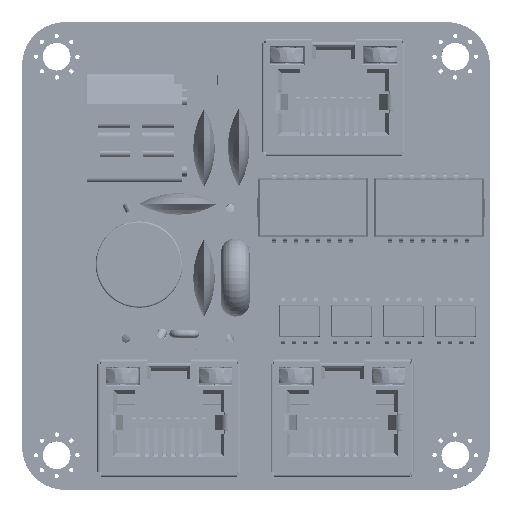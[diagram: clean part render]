
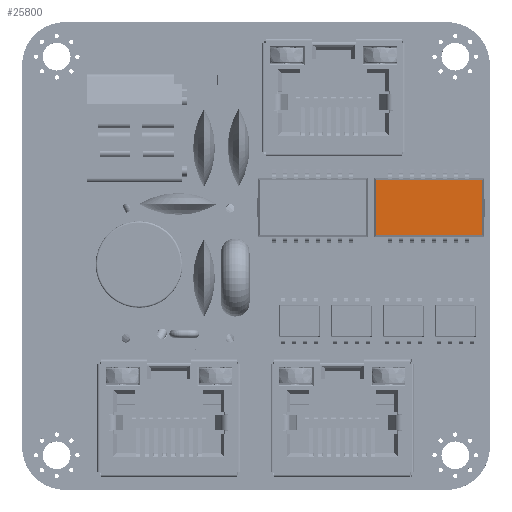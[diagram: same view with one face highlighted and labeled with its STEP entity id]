
A CAD part, top view. The second image highlights one B-rep face of the part: STEP entity #25800.
In plain terms, the highlighted face is planar.
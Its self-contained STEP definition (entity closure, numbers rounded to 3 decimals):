
#25431 = PLANE('',#25432);
#25432 = AXIS2_PLACEMENT_3D('',#25433,#25434,#25435);
#25433 = CARTESIAN_POINT('',(-3.4,0.,6.35));
#25434 = DIRECTION('',(0.,-0.052,0.999));
#25435 = DIRECTION('',(-1.,0.,0.));
#25459 = PLANE('',#25460);
#25460 = AXIS2_PLACEMENT_3D('',#25461,#25462,#25463);
#25461 = CARTESIAN_POINT('',(3.4,0.,6.35));
#25462 = DIRECTION('',(0.999,-0.052,0.));
#25463 = DIRECTION('',(0.,0.,1.));
#25487 = PLANE('',#25488);
#25488 = AXIS2_PLACEMENT_3D('',#25489,#25490,#25491);
#25489 = CARTESIAN_POINT('',(3.4,0.,-6.35));
#25490 = DIRECTION('',(0.,-0.052,-0.999));
#25491 = DIRECTION('',(1.,0.,0.));
#25513 = PLANE('',#25514);
#25514 = AXIS2_PLACEMENT_3D('',#25515,#25516,#25517);
#25515 = CARTESIAN_POINT('',(-3.4,0.,-6.35));
#25516 = DIRECTION('',(-0.999,-0.052,0.));
#25517 = DIRECTION('',(0.,0.,-1.));
#25604 = VERTEX_POINT('',#25605);
#25605 = CARTESIAN_POINT('',(-3.164,-4.5,-6.114));
#25626 = EDGE_CURVE('',#25604,#25627,#25629,.T.);
#25627 = VERTEX_POINT('',#25628);
#25628 = CARTESIAN_POINT('',(-3.164,-4.5,6.114));
#25629 = SURFACE_CURVE('',#25630,(#25634,#25641),.PCURVE_S1.);
#25630 = LINE('',#25631,#25632);
#25631 = CARTESIAN_POINT('',(-3.164,-4.5,-6.114));
#25632 = VECTOR('',#25633,1.);
#25633 = DIRECTION('',(0.,0.,1.));
#25634 = PCURVE('',#25513,#25635);
#25635 = DEFINITIONAL_REPRESENTATION('',(#25636),#25640);
#25636 = LINE('',#25637,#25638);
#25637 = CARTESIAN_POINT('',(-0.236,4.506));
#25638 = VECTOR('',#25639,1.);
#25639 = DIRECTION('',(-1.,0.));
#25640 = ( GEOMETRIC_REPRESENTATION_CONTEXT(2) 
PARAMETRIC_REPRESENTATION_CONTEXT() REPRESENTATION_CONTEXT('2D SPACE',''
  ) );
#25641 = PCURVE('',#25642,#25647);
#25642 = PLANE('',#25643);
#25643 = AXIS2_PLACEMENT_3D('',#25644,#25645,#25646);
#25644 = CARTESIAN_POINT('',(0.,-4.5,0.));
#25645 = DIRECTION('',(0.,1.,0.));
#25646 = DIRECTION('',(1.,0.,0.));
#25647 = DEFINITIONAL_REPRESENTATION('',(#25648),#25652);
#25648 = LINE('',#25649,#25650);
#25649 = CARTESIAN_POINT('',(-3.164,6.114));
#25650 = VECTOR('',#25651,1.);
#25651 = DIRECTION('',(0.,-1.));
#25652 = ( GEOMETRIC_REPRESENTATION_CONTEXT(2) 
PARAMETRIC_REPRESENTATION_CONTEXT() REPRESENTATION_CONTEXT('2D SPACE',''
  ) );
#25680 = EDGE_CURVE('',#25627,#25681,#25683,.T.);
#25681 = VERTEX_POINT('',#25682);
#25682 = CARTESIAN_POINT('',(3.164,-4.5,6.114));
#25683 = SURFACE_CURVE('',#25684,(#25688,#25695),.PCURVE_S1.);
#25684 = LINE('',#25685,#25686);
#25685 = CARTESIAN_POINT('',(-3.164,-4.5,6.114));
#25686 = VECTOR('',#25687,1.);
#25687 = DIRECTION('',(1.,0.,0.));
#25688 = PCURVE('',#25431,#25689);
#25689 = DEFINITIONAL_REPRESENTATION('',(#25690),#25694);
#25690 = LINE('',#25691,#25692);
#25691 = CARTESIAN_POINT('',(-0.236,4.506));
#25692 = VECTOR('',#25693,1.);
#25693 = DIRECTION('',(-1.,-0.));
#25694 = ( GEOMETRIC_REPRESENTATION_CONTEXT(2) 
PARAMETRIC_REPRESENTATION_CONTEXT() REPRESENTATION_CONTEXT('2D SPACE',''
  ) );
#25695 = PCURVE('',#25642,#25696);
#25696 = DEFINITIONAL_REPRESENTATION('',(#25697),#25701);
#25697 = LINE('',#25698,#25699);
#25698 = CARTESIAN_POINT('',(-3.164,-6.114));
#25699 = VECTOR('',#25700,1.);
#25700 = DIRECTION('',(1.,0.));
#25701 = ( GEOMETRIC_REPRESENTATION_CONTEXT(2) 
PARAMETRIC_REPRESENTATION_CONTEXT() REPRESENTATION_CONTEXT('2D SPACE',''
  ) );
#25729 = EDGE_CURVE('',#25730,#25681,#25732,.T.);
#25730 = VERTEX_POINT('',#25731);
#25731 = CARTESIAN_POINT('',(3.164,-4.5,-6.114));
#25732 = SURFACE_CURVE('',#25733,(#25737,#25744),.PCURVE_S1.);
#25733 = LINE('',#25734,#25735);
#25734 = CARTESIAN_POINT('',(3.164,-4.5,-6.114));
#25735 = VECTOR('',#25736,1.);
#25736 = DIRECTION('',(0.,0.,1.));
#25737 = PCURVE('',#25459,#25738);
#25738 = DEFINITIONAL_REPRESENTATION('',(#25739),#25743);
#25739 = LINE('',#25740,#25741);
#25740 = CARTESIAN_POINT('',(-12.464,4.506));
#25741 = VECTOR('',#25742,1.);
#25742 = DIRECTION('',(1.,0.));
#25743 = ( GEOMETRIC_REPRESENTATION_CONTEXT(2) 
PARAMETRIC_REPRESENTATION_CONTEXT() REPRESENTATION_CONTEXT('2D SPACE',''
  ) );
#25744 = PCURVE('',#25642,#25745);
#25745 = DEFINITIONAL_REPRESENTATION('',(#25746),#25750);
#25746 = LINE('',#25747,#25748);
#25747 = CARTESIAN_POINT('',(3.164,6.114));
#25748 = VECTOR('',#25749,1.);
#25749 = DIRECTION('',(0.,-1.));
#25750 = ( GEOMETRIC_REPRESENTATION_CONTEXT(2) 
PARAMETRIC_REPRESENTATION_CONTEXT() REPRESENTATION_CONTEXT('2D SPACE',''
  ) );
#25779 = EDGE_CURVE('',#25604,#25730,#25780,.T.);
#25780 = SURFACE_CURVE('',#25781,(#25785,#25792),.PCURVE_S1.);
#25781 = LINE('',#25782,#25783);
#25782 = CARTESIAN_POINT('',(-3.164,-4.5,-6.114));
#25783 = VECTOR('',#25784,1.);
#25784 = DIRECTION('',(1.,0.,0.));
#25785 = PCURVE('',#25487,#25786);
#25786 = DEFINITIONAL_REPRESENTATION('',(#25787),#25791);
#25787 = LINE('',#25788,#25789);
#25788 = CARTESIAN_POINT('',(-6.564,4.506));
#25789 = VECTOR('',#25790,1.);
#25790 = DIRECTION('',(1.,0.));
#25791 = ( GEOMETRIC_REPRESENTATION_CONTEXT(2) 
PARAMETRIC_REPRESENTATION_CONTEXT() REPRESENTATION_CONTEXT('2D SPACE',''
  ) );
#25792 = PCURVE('',#25642,#25793);
#25793 = DEFINITIONAL_REPRESENTATION('',(#25794),#25798);
#25794 = LINE('',#25795,#25796);
#25795 = CARTESIAN_POINT('',(-3.164,6.114));
#25796 = VECTOR('',#25797,1.);
#25797 = DIRECTION('',(1.,0.));
#25798 = ( GEOMETRIC_REPRESENTATION_CONTEXT(2) 
PARAMETRIC_REPRESENTATION_CONTEXT() REPRESENTATION_CONTEXT('2D SPACE',''
  ) );
#25800 = ADVANCED_FACE('',(#25801),#25642,.F.);
#25801 = FACE_BOUND('',#25802,.F.);
#25802 = EDGE_LOOP('',(#25803,#25804,#25805,#25806));
#25803 = ORIENTED_EDGE('',*,*,#25680,.T.);
#25804 = ORIENTED_EDGE('',*,*,#25729,.F.);
#25805 = ORIENTED_EDGE('',*,*,#25779,.F.);
#25806 = ORIENTED_EDGE('',*,*,#25626,.T.);
